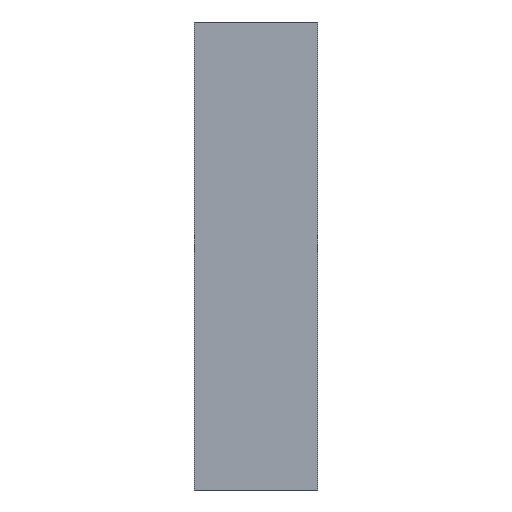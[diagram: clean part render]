
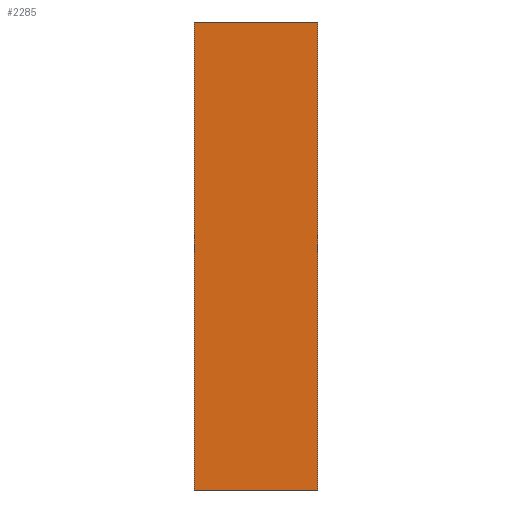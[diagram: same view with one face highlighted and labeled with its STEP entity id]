
A CAD part, front view. The second image highlights one B-rep face of the part: STEP entity #2285.
In plain terms, the highlighted planar face has unit normal (0, -1, 0).
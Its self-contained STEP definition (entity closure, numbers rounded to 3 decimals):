
#34=PLANE('',#2453);
#195=LINE('',#3633,#399);
#198=LINE('',#3639,#402);
#200=LINE('',#3642,#404);
#201=LINE('',#3643,#405);
#399=VECTOR('',#2807,10.);
#402=VECTOR('',#2812,10.);
#404=VECTOR('',#2816,10.);
#405=VECTOR('',#2817,10.);
#587=FACE_OUTER_BOUND('',#713,.T.);
#713=EDGE_LOOP('',(#1697,#1698,#1699,#1700));
#1048=VERTEX_POINT('',#3630);
#1049=VERTEX_POINT('',#3632);
#1050=VERTEX_POINT('',#3636);
#1051=VERTEX_POINT('',#3638);
#1301=EDGE_CURVE('',#1049,#1048,#195,.T.);
#1304=EDGE_CURVE('',#1051,#1050,#198,.T.);
#1306=EDGE_CURVE('',#1048,#1051,#200,.T.);
#1307=EDGE_CURVE('',#1050,#1049,#201,.T.);
#1697=ORIENTED_EDGE('',*,*,#1306,.T.);
#1698=ORIENTED_EDGE('',*,*,#1304,.T.);
#1699=ORIENTED_EDGE('',*,*,#1307,.T.);
#1700=ORIENTED_EDGE('',*,*,#1301,.T.);
#2285=ADVANCED_FACE('',(#587),#34,.T.);
#2453=AXIS2_PLACEMENT_3D('',#3641,#2814,#2815);
#2807=DIRECTION('',(-1.,0.,0.));
#2812=DIRECTION('',(1.,0.,0.));
#2814=DIRECTION('center_axis',(0.,-1.,0.));
#2815=DIRECTION('ref_axis',(0.,0.,-1.));
#2816=DIRECTION('',(0.,0.,-1.));
#2817=DIRECTION('',(0.,0.,1.));
#3630=CARTESIAN_POINT('',(-5.24,-40.,10.82));
#3632=CARTESIAN_POINT('',(-1.26,-40.,10.82));
#3633=CARTESIAN_POINT('',(-5.24,-40.,10.82));
#3636=CARTESIAN_POINT('',(-1.26,-40.,-4.32));
#3638=CARTESIAN_POINT('',(-5.24,-40.,-4.32));
#3639=CARTESIAN_POINT('',(-5.24,-40.,-4.32));
#3641=CARTESIAN_POINT('Origin',(-3.25,-40.,3.25));
#3642=CARTESIAN_POINT('',(-5.24,-40.,5.82));
#3643=CARTESIAN_POINT('',(-1.26,-40.,0.68));
